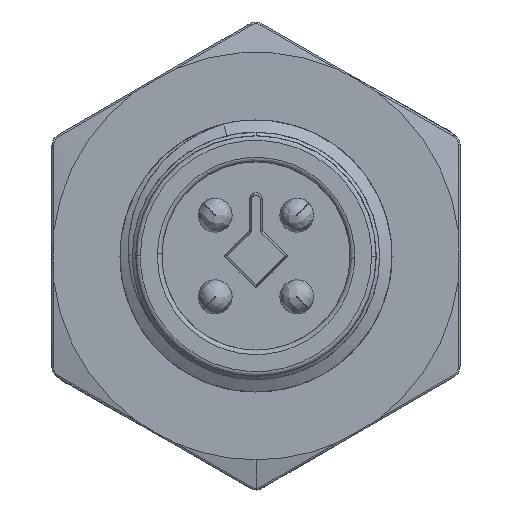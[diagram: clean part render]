
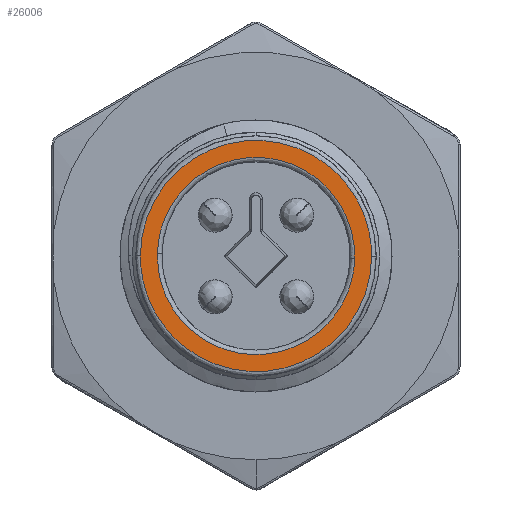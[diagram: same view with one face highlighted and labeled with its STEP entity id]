
A CAD part, left-side view. The second image highlights one B-rep face of the part: STEP entity #26006.
In plain terms, the highlighted planar face has unit normal (-1, 0, 0).
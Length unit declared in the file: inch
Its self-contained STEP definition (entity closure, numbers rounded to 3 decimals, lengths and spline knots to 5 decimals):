
#832 = CARTESIAN_POINT ( 'NONE',  ( -0.07874, -0.20079, 0. ) ) ;
#1107 = CARTESIAN_POINT ( 'NONE',  ( -0.07874, -0.2001, -0.40123 ) ) ;
#1976 = VERTEX_POINT ( 'NONE', #33620 ) ;
#2402 = EDGE_LOOP ( 'NONE', ( #3543, #32368, #16251, #26763 ) ) ;
#2868 = FACE_OUTER_BOUND ( 'NONE', #28559, .T. ) ;
#3523 = ORIENTED_EDGE ( 'NONE', *, *, #32985, .F. ) ;
#3543 = ORIENTED_EDGE ( 'NONE', *, *, #32894, .F. ) ;
#3724 = VERTEX_POINT ( 'NONE', #832 ) ;
#4515 = CARTESIAN_POINT ( 'NONE',  ( -0.07874, 0.20079, 0. ) ) ;
#4540 = ORIENTED_EDGE ( 'NONE', *, *, #9514, .F. ) ;
#4681 = CARTESIAN_POINT ( 'NONE',  ( -0.07874, 0.20079, 0.00023 ) ) ;
#5074 =( BOUNDED_CURVE ( )  B_SPLINE_CURVE ( 3, ( #4515, #28312, #4681, #27793 ),
 .UNSPECIFIED., .F., .T. ) 
 B_SPLINE_CURVE_WITH_KNOTS ( ( 4, 4 ),
 ( 0., 0.00055 ),
 .UNSPECIFIED. ) 
 CURVE ( )  GEOMETRIC_REPRESENTATION_ITEM ( )  RATIONAL_B_SPLINE_CURVE ( ( 1., 1., 1., 1. ) ) 
 REPRESENTATION_ITEM ( '' )  );
#7218 = AXIS2_PLACEMENT_3D ( 'NONE', #32517, #11313, #16826 ) ;
#7232 = EDGE_CURVE ( 'NONE', #24475, #32146, #5074, .T. ) ;
#7421 = CARTESIAN_POINT ( 'NONE',  ( -0.07874, 0.17144, -0.00578 ) ) ;
#7930 = CARTESIAN_POINT ( 'NONE',  ( -0.07874, 0.17123, 0.00375 ) ) ;
#8534 = CARTESIAN_POINT ( 'NONE',  ( -0.07874, 0.17107, 0.01078 ) ) ;
#8696 = CARTESIAN_POINT ( 'NONE',  ( -0.07874, -0.20079, -0.00034 ) ) ;
#9225 = B_SPLINE_CURVE_WITH_KNOTS ( 'NONE', 3,
 ( #13879, #24569, #8534, #26814 ),
 .UNSPECIFIED., .F., .F.,
 ( 4, 4 ),
 ( 0., 0.42426 ),
 .UNSPECIFIED. ) ;
#9297 = CARTESIAN_POINT ( 'NONE',  ( -0.07874, -0.20079, -0.00011 ) ) ;
#9514 = EDGE_CURVE ( 'NONE', #3724, #13413, #22902, .T. ) ;
#10010 = CARTESIAN_POINT ( 'NONE',  ( -0.07874, 0.17085, -0.01533 ) ) ;
#10225 = CARTESIAN_POINT ( 'NONE',  ( -0.07874, -0.17122, -0.00375 ) ) ;
#10520 = CARTESIAN_POINT ( 'NONE',  ( -0.07874, 0.16946, -0.02476 ) ) ;
#10979 = FACE_BOUND ( 'NONE', #2402, .T. ) ;
#11313 = DIRECTION ( 'NONE',  ( 1., 0., 0. ) ) ;
#11624 = CARTESIAN_POINT ( 'NONE',  ( -0.07874, 0.20079, -0.40089 ) ) ;
#12112 = CARTESIAN_POINT ( 'NONE',  ( -0.07874, 0.16946, -0.02476 ) ) ;
#12834 = CARTESIAN_POINT ( 'NONE',  ( -0.07874, -0.20079, 0. ) ) ;
#13413 = VERTEX_POINT ( 'NONE', #13632 ) ;
#13548 = VERTEX_POINT ( 'NONE', #27406 ) ;
#13632 = CARTESIAN_POINT ( 'NONE',  ( -0.07874, -0.20079, -0.00034 ) ) ;
#13879 = CARTESIAN_POINT ( 'NONE',  ( -0.07874, 0.16946, 0.02476 ) ) ;
#13939 =( BOUNDED_CURVE ( )  B_SPLINE_CURVE ( 3, ( #8696, #1107, #11624, #29729 ),
 .UNSPECIFIED., .F., .T. ) 
 B_SPLINE_CURVE_WITH_KNOTS ( ( 4, 4 ),
 ( 0.00055, 1. ),
 .UNSPECIFIED. ) 
 CURVE ( )  GEOMETRIC_REPRESENTATION_ITEM ( )  RATIONAL_B_SPLINE_CURVE ( ( 1., 0.334, 0.334, 1. ) ) 
 REPRESENTATION_ITEM ( '' )  );
#14125 = ORIENTED_EDGE ( 'NONE', *, *, #7232, .F. ) ;
#14417 = CARTESIAN_POINT ( 'NONE',  ( -0.07874, 0.17123, 0.00375 ) ) ;
#15407 = CARTESIAN_POINT ( 'NONE',  ( -0.07874, 0.2001, 0.40123 ) ) ;
#16223 = CARTESIAN_POINT ( 'NONE',  ( -0.07874, 0.20079, 0. ) ) ;
#16251 = ORIENTED_EDGE ( 'NONE', *, *, #21682, .F. ) ;
#16826 = DIRECTION ( 'NONE',  ( 0., 0., -1. ) ) ;
#17807 = CARTESIAN_POINT ( 'NONE',  ( -0.07874, -0.16481, -0.29621 ) ) ;
#18074 =( BOUNDED_CURVE ( )  B_SPLINE_CURVE ( 3, ( #23069, #26005, #28074, #33416 ),
 .UNSPECIFIED., .F., .T. ) 
 B_SPLINE_CURVE_WITH_KNOTS ( ( 4, 4 ),
 ( 0.49634, 1. ),
 .UNSPECIFIED. ) 
 CURVE ( )  GEOMETRIC_REPRESENTATION_ITEM ( )  RATIONAL_B_SPLINE_CURVE ( ( 1., 0.374, 0.374, 1. ) ) 
 REPRESENTATION_ITEM ( '' )  );
#18405 = CARTESIAN_POINT ( 'NONE',  ( -0.07874, 0.16946, -0.02476 ) ) ;
#19813 = CARTESIAN_POINT ( 'NONE',  ( -0.07874, -0.20079, -0.00034 ) ) ;
#19819 = EDGE_CURVE ( 'NONE', #1976, #13548, #18074, .T. ) ;
#21207 = B_SPLINE_CURVE_WITH_KNOTS ( 'NONE', 3,
 ( #7930, #7421, #10010, #10520 ),
 .UNSPECIFIED., .F., .F.,
 ( 4, 4 ),
 ( 0.42426, 1. ),
 .UNSPECIFIED. ) ;
#21597 =( BOUNDED_CURVE ( )  B_SPLINE_CURVE ( 3, ( #26740, #15407, #25933, #12834 ),
 .UNSPECIFIED., .F., .T. ) 
 B_SPLINE_CURVE_WITH_KNOTS ( ( 4, 4 ),
 ( 0.00055, 1. ),
 .UNSPECIFIED. ) 
 CURVE ( )  GEOMETRIC_REPRESENTATION_ITEM ( )  RATIONAL_B_SPLINE_CURVE ( ( 1., 0.334, 0.334, 1. ) ) 
 REPRESENTATION_ITEM ( '' )  );
#21682 = EDGE_CURVE ( 'NONE', #27335, #1976, #24906, .T. ) ;
#22902 =( BOUNDED_CURVE ( )  B_SPLINE_CURVE ( 3, ( #27746, #9297, #25150, #19813 ),
 .UNSPECIFIED., .F., .T. ) 
 B_SPLINE_CURVE_WITH_KNOTS ( ( 4, 4 ),
 ( 0., 0.00055 ),
 .UNSPECIFIED. ) 
 CURVE ( )  GEOMETRIC_REPRESENTATION_ITEM ( )  RATIONAL_B_SPLINE_CURVE ( ( 1., 1., 1., 1. ) ) 
 REPRESENTATION_ITEM ( '' )  );
#23069 = CARTESIAN_POINT ( 'NONE',  ( -0.07874, -0.17122, -0.00375 ) ) ;
#23665 = EDGE_CURVE ( 'NONE', #24107, #27335, #21207, .T. ) ;
#24107 = VERTEX_POINT ( 'NONE', #14417 ) ;
#24475 = VERTEX_POINT ( 'NONE', #16223 ) ;
#24507 = EDGE_CURVE ( 'NONE', #32146, #3724, #21597, .T. ) ;
#24569 = CARTESIAN_POINT ( 'NONE',  ( -0.07874, 0.17048, 0.0178 ) ) ;
#24906 =( BOUNDED_CURVE ( )  B_SPLINE_CURVE ( 3, ( #12112, #31089, #17807, #10225 ),
 .UNSPECIFIED., .F., .T. ) 
 B_SPLINE_CURVE_WITH_KNOTS ( ( 4, 4 ),
 ( 0., 0.49634 ),
 .UNSPECIFIED. ) 
 CURVE ( )  GEOMETRIC_REPRESENTATION_ITEM ( )  RATIONAL_B_SPLINE_CURVE ( ( 1., 0.389, 0.389, 1. ) ) 
 REPRESENTATION_ITEM ( '' )  );
#25150 = CARTESIAN_POINT ( 'NONE',  ( -0.07874, -0.20079, -0.00023 ) ) ;
#25933 = CARTESIAN_POINT ( 'NONE',  ( -0.07874, -0.20079, 0.40089 ) ) ;
#26005 = CARTESIAN_POINT ( 'NONE',  ( -0.07874, -0.17789, 0.30057 ) ) ;
#26006 = ADVANCED_FACE ( 'NONE', ( #10979, #2868 ), #31846, .F. ) ;
#26740 = CARTESIAN_POINT ( 'NONE',  ( -0.07874, 0.20079, 0.00034 ) ) ;
#26763 = ORIENTED_EDGE ( 'NONE', *, *, #23665, .F. ) ;
#26814 = CARTESIAN_POINT ( 'NONE',  ( -0.07874, 0.17123, 0.00375 ) ) ;
#27317 = ORIENTED_EDGE ( 'NONE', *, *, #24507, .F. ) ;
#27335 = VERTEX_POINT ( 'NONE', #18405 ) ;
#27406 = CARTESIAN_POINT ( 'NONE',  ( -0.07874, 0.16946, 0.02476 ) ) ;
#27746 = CARTESIAN_POINT ( 'NONE',  ( -0.07874, -0.20079, 0. ) ) ;
#27793 = CARTESIAN_POINT ( 'NONE',  ( -0.07874, 0.20079, 0.00034 ) ) ;
#28074 = CARTESIAN_POINT ( 'NONE',  ( -0.07874, 0.12545, 0.32596 ) ) ;
#28312 = CARTESIAN_POINT ( 'NONE',  ( -0.07874, 0.20079, 0.00011 ) ) ;
#28559 = EDGE_LOOP ( 'NONE', ( #4540, #27317, #14125, #3523 ) ) ;
#29729 = CARTESIAN_POINT ( 'NONE',  ( -0.07874, 0.20079, 0. ) ) ;
#30501 = CARTESIAN_POINT ( 'NONE',  ( -0.07874, 0.20079, 0.00034 ) ) ;
#31089 = CARTESIAN_POINT ( 'NONE',  ( -0.07874, 0.12717, -0.31422 ) ) ;
#31846 = PLANE ( 'NONE',  #7218 ) ;
#32146 = VERTEX_POINT ( 'NONE', #30501 ) ;
#32368 = ORIENTED_EDGE ( 'NONE', *, *, #19819, .F. ) ;
#32517 = CARTESIAN_POINT ( 'NONE',  ( -0.07874, 0., 0. ) ) ;
#32894 = EDGE_CURVE ( 'NONE', #13548, #24107, #9225, .T. ) ;
#32985 = EDGE_CURVE ( 'NONE', #13413, #24475, #13939, .T. ) ;
#33416 = CARTESIAN_POINT ( 'NONE',  ( -0.07874, 0.16946, 0.02476 ) ) ;
#33620 = CARTESIAN_POINT ( 'NONE',  ( -0.07874, -0.17122, -0.00375 ) ) ;
